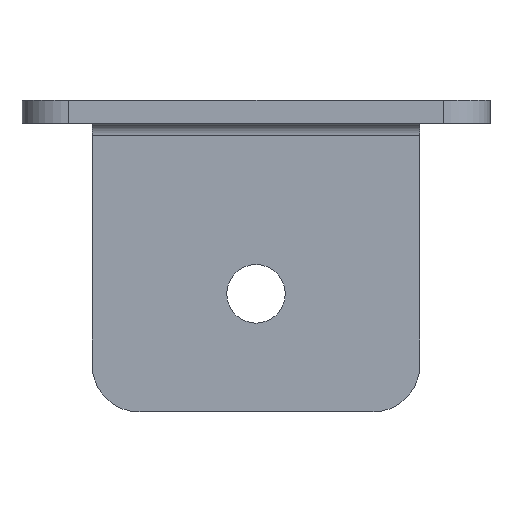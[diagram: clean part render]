
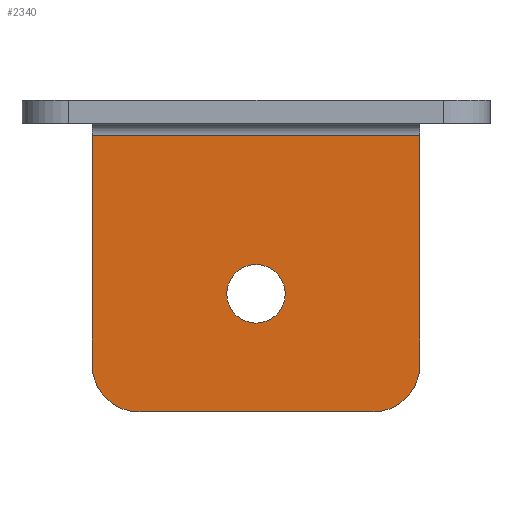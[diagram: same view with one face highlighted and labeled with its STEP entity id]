
A CAD part, left-side view. The second image highlights one B-rep face of the part: STEP entity #2340.
In plain terms, the highlighted planar face has unit normal (-1, 0, 0).
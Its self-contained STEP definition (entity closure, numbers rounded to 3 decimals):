
#979=CARTESIAN_POINT('',(338.168,314.438,-14.56));
#980=DIRECTION('',(-1.,0.,0.));
#981=DIRECTION('',(0.,-1.,0.));
#982=AXIS2_PLACEMENT_3D('',#979,#980,#981);
#987=CARTESIAN_POINT('',(338.168,314.438,-14.56));
#988=DIRECTION('',(-1.,0.,0.));
#989=DIRECTION('',(0.,1.,0.));
#990=AXIS2_PLACEMENT_3D('',#987,#988,#989);
#995=DIRECTION('',(0.,1.,0.));
#996=VECTOR('',#995,28.);
#997=CARTESIAN_POINT('',(338.168,300.438,-1.));
#998=LINE('',#997,#996);
#1002=DIRECTION('',(0.,0.,1.));
#1003=VECTOR('',#1002,19.65);
#1004=CARTESIAN_POINT('',(338.168,300.438,-20.65));
#1005=LINE('',#1004,#1003);
#1009=CARTESIAN_POINT('',(338.168,304.438,-20.65));
#1010=DIRECTION('',(-1.,0.,0.));
#1011=DIRECTION('',(0.,0.,-1.));
#1012=AXIS2_PLACEMENT_3D('',#1009,#1010,#1011);
#1017=CARTESIAN_POINT('',(338.168,324.438,-20.65));
#1018=DIRECTION('',(-1.,0.,0.));
#1019=DIRECTION('',(0.,1.,0.));
#1020=AXIS2_PLACEMENT_3D('',#1017,#1018,#1019);
#1025=DIRECTION('',(0.,0.,-1.));
#1026=VECTOR('',#1025,19.65);
#1027=CARTESIAN_POINT('',(338.168,328.438,-1.));
#1028=LINE('',#1027,#1026);
#1189=DIRECTION('',(0.,-1.,0.));
#1190=VECTOR('',#1189,20.);
#1191=CARTESIAN_POINT('',(338.168,324.438,-24.65));
#1192=LINE('',#1191,#1190);
#1414=CARTESIAN_POINT('',(338.168,316.938,-14.56));
#1415=VERTEX_POINT('',#1414);
#1416=CARTESIAN_POINT('',(338.168,311.938,-14.56));
#1417=VERTEX_POINT('',#1416);
#1426=CARTESIAN_POINT('',(338.168,328.438,-20.65));
#1427=VERTEX_POINT('',#1426);
#1428=CARTESIAN_POINT('',(338.168,324.438,-24.65));
#1429=VERTEX_POINT('',#1428);
#1434=CARTESIAN_POINT('',(338.168,304.438,-24.65));
#1435=VERTEX_POINT('',#1434);
#1436=CARTESIAN_POINT('',(338.168,300.438,-20.65));
#1437=VERTEX_POINT('',#1436);
#1442=CARTESIAN_POINT('',(338.168,300.438,-1.));
#1443=CARTESIAN_POINT('',(338.168,328.438,-1.));
#1444=VERTEX_POINT('',#1442);
#1445=VERTEX_POINT('',#1443);
#2318=CARTESIAN_POINT('',(338.168,91.658,-24.65));
#2319=DIRECTION('',(-1.,0.,0.));
#2320=DIRECTION('',(0.,-1.,0.));
#2321=AXIS2_PLACEMENT_3D('',#2318,#2319,#2320);
#2322=PLANE('',#2321);
#2323=ORIENTED_EDGE('',*,*,#2229,.F.);
#2324=ORIENTED_EDGE('',*,*,#2254,.F.);
#2326=ORIENTED_EDGE('',*,*,#2325,.F.);
#2328=ORIENTED_EDGE('',*,*,#2327,.F.);
#2330=ORIENTED_EDGE('',*,*,#2329,.F.);
#2331=ORIENTED_EDGE('',*,*,#2302,.F.);
#2332=EDGE_LOOP('',(#2323,#2324,#2326,#2328,#2330,#2331));
#2333=FACE_OUTER_BOUND('',#2332,.F.);
#2335=ORIENTED_EDGE('',*,*,#2334,.T.);
#2337=ORIENTED_EDGE('',*,*,#2336,.T.);
#2338=EDGE_LOOP('',(#2335,#2337));
#2339=FACE_BOUND('',#2338,.F.);
#983=CIRCLE('',#982,2.5);
#991=CIRCLE('',#990,2.5);
#1013=CIRCLE('',#1012,4.);
#1021=CIRCLE('',#1020,4.);
#2229=EDGE_CURVE('',#1444,#1445,#998,.T.);
#2254=EDGE_CURVE('',#1437,#1444,#1005,.T.);
#2302=EDGE_CURVE('',#1445,#1427,#1028,.T.);
#2325=EDGE_CURVE('',#1435,#1437,#1013,.T.);
#2327=EDGE_CURVE('',#1429,#1435,#1192,.T.);
#2329=EDGE_CURVE('',#1427,#1429,#1021,.T.);
#2334=EDGE_CURVE('',#1417,#1415,#983,.T.);
#2336=EDGE_CURVE('',#1415,#1417,#991,.T.);
#2340=ADVANCED_FACE('',(#2333,#2339),#2322,.T.);
